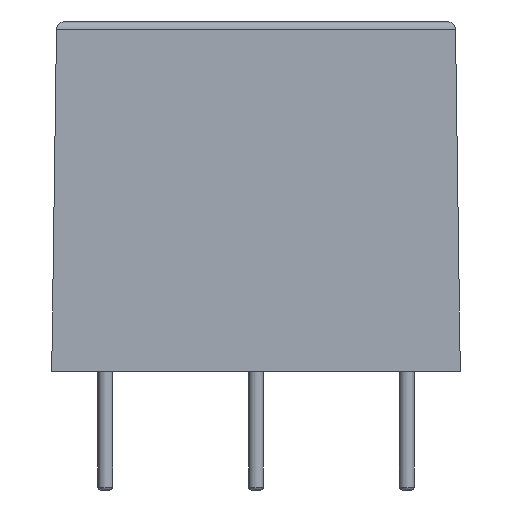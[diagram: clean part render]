
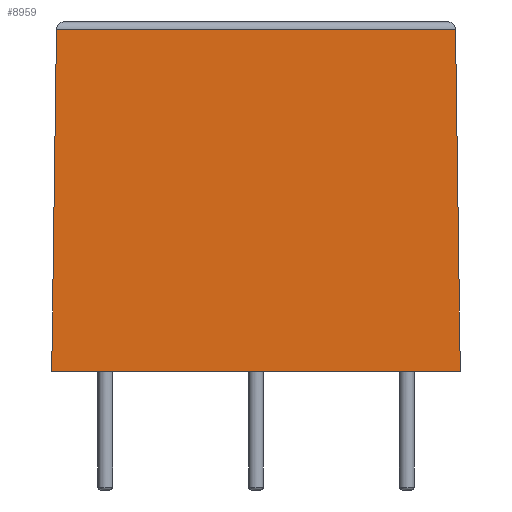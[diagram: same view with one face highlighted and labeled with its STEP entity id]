
A CAD part, left-side view. The second image highlights one B-rep face of the part: STEP entity #8959.
In plain terms, the highlighted planar face has unit normal (-1, 0, 0.014).
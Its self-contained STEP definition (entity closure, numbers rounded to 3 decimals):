
#7397=CARTESIAN_POINT('',(0.321,0.321,23.007));
#7398=VERTEX_POINT('',#7397);
#7437=CARTESIAN_POINT('',(0.321,27.179,23.007));
#7438=VERTEX_POINT('',#7437);
#7446=CARTESIAN_POINT('',(0.321,27.179,23.007));
#7447=DIRECTION('',(0.0,-1.0,0.0));
#7448=VECTOR('',#7447,26.857);
#7449=LINE('',#7446,#7448);
#7450=EDGE_CURVE('',#7438,#7398,#7449,.T.);
#7547=CARTESIAN_POINT('',(0.0,0.0,0.0));
#7548=VERTEX_POINT('',#7547);
#7549=CARTESIAN_POINT('',(0.0,0.0,0.0));
#7550=DIRECTION('',(0.014,0.014,1.));
#7551=VECTOR('',#7550,23.011);
#7552=LINE('',#7549,#7551);
#7553=EDGE_CURVE('',#7548,#7398,#7552,.T.);
#7691=CARTESIAN_POINT('',(0.,27.5,0.0));
#7692=VERTEX_POINT('',#7691);
#7693=CARTESIAN_POINT('',(0.,27.5,0.0));
#7694=DIRECTION('',(0.0,-1.0,0.0));
#7695=VECTOR('',#7694,27.5);
#7696=LINE('',#7693,#7695);
#7697=EDGE_CURVE('',#7692,#7548,#7696,.T.);
#8943=CARTESIAN_POINT('',(0.0,0.0,0.0));
#8944=DIRECTION('',(-1.,0.,0.014));
#8945=DIRECTION('',(0.0,-1.0,0.0));
#8946=AXIS2_PLACEMENT_3D('',#8943,#8944,#8945);
#8947=PLANE('',#8946);
#8948=ORIENTED_EDGE('',*,*,#7450,.F.);
#8949=CARTESIAN_POINT('',(0.,27.5,0.0));
#8950=DIRECTION('',(0.014,-0.014,1.));
#8951=VECTOR('',#8950,23.011);
#8952=LINE('',#8949,#8951);
#8953=EDGE_CURVE('',#7692,#7438,#8952,.T.);
#8954=ORIENTED_EDGE('',*,*,#8953,.F.);
#8955=ORIENTED_EDGE('',*,*,#7697,.T.);
#8956=ORIENTED_EDGE('',*,*,#7553,.T.);
#8957=EDGE_LOOP('',(#8948,#8954,#8955,#8956));
#8958=FACE_OUTER_BOUND('',#8957,.T.);
#8959=ADVANCED_FACE('',(#8958),#8947,.T.);
